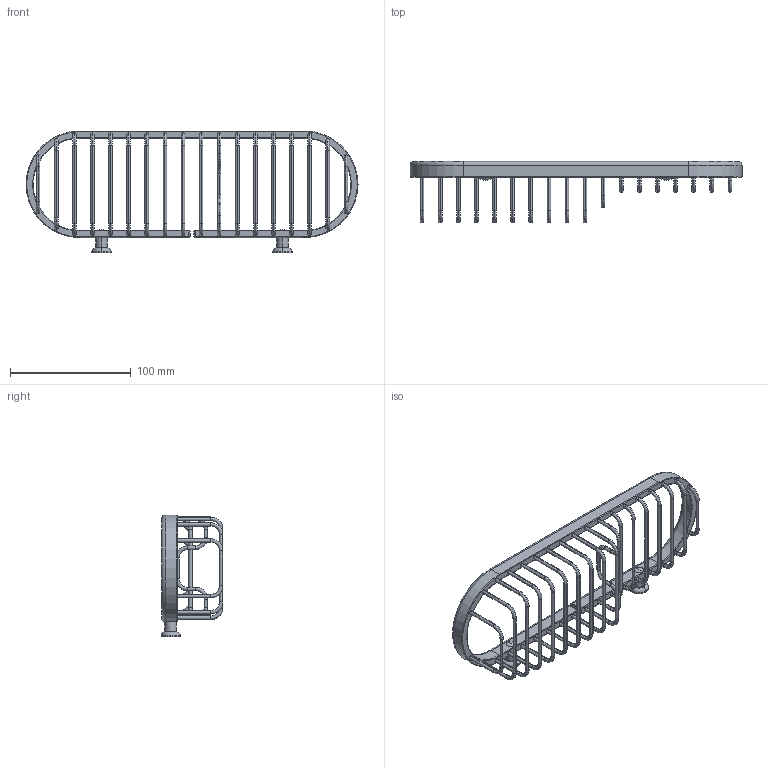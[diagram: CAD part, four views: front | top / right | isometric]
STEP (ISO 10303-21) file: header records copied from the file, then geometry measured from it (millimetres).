
FILE_DESCRIPTION((''),'2;1');
FILE_NAME('501_SW0001','2025-12-03T22:23:35',('SwamiS'),(''),'CREO PARAMETRIC BY PTC INC, 2025093','CREO PARAMETRIC BY PTC INC, 2025093','');
FILE_SCHEMA(('CONFIG_CONTROL_DESIGN'));
Length unit declared in the file: inch
Products named in the file (1): 501_SW0001
Bounding box: 275.08 x 51.28 x 100.89 mm (x, y, z)
Volume: 64811.3 mm3; surface area: 43994.8 mm2
Topology: 1 solids, 1 shells, 250 faces, 556 edges, 306 vertices
Faces by surface type: cylinder 137, torus 94, plane 11, bspline 4, sphere 4
Entity records: 7256 total; most frequent: CARTESIAN_POINT 1432, DIRECTION 1406, ORIENTED_EDGE 1104, AXIS2_PLACEMENT_3D 626, EDGE_CURVE 552, CIRCLE 380, VERTEX_POINT 306, EDGE_LOOP 288
